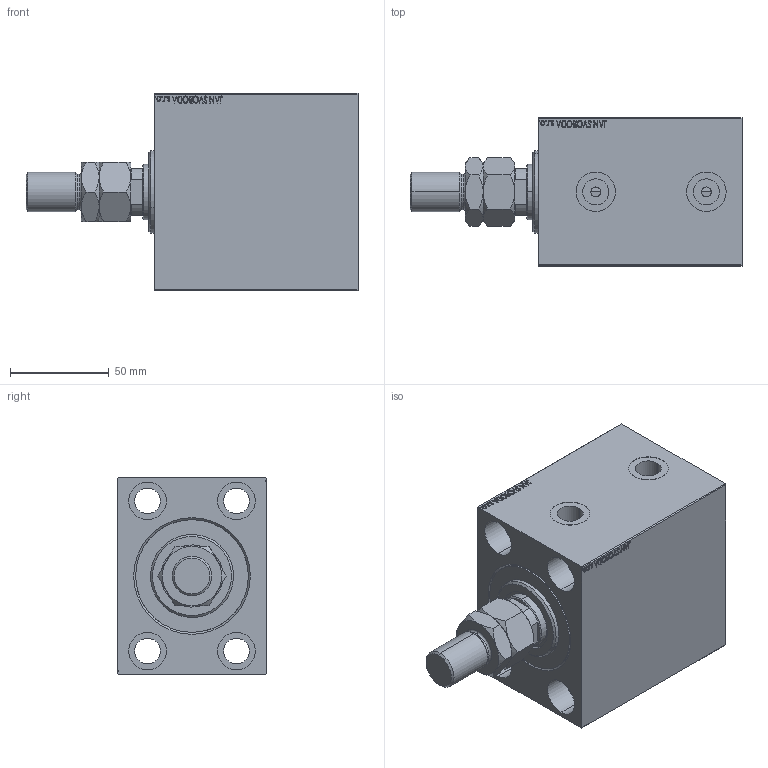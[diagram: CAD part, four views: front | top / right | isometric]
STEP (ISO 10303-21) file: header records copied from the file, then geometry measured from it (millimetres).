
FILE_DESCRIPTION (( 'STEP AP203' ), '1' );
FILE_NAME ('cff9.STEP', '2024-02-13T09:19:07', ( '' ), ( '' ), 'SwSTEP 2.0', 'SolidWorks 2019', '' );
FILE_SCHEMA (( 'CONFIG_CONTROL_DESIGN' ));
Length unit declared in the file: millimetre
Products named in the file (5): V450CM_C_Body c93a523b16b88e8268eda43766f9d4e4; MTA c93a523b16b88e8268eda43766f9d4e4; V450CM_C_VCP c93a523b16b88e8268eda43766f9d4e4; cff9; V450CM_VC_B c93a523b16b88e8268eda43766f9d4e4
Assembly tree (4 placements, depth 2):
  cff9
    V450CM_C_Body c93a523b16b88e8268eda43766f9d4e4
    V450CM_C_VCP c93a523b16b88e8268eda43766f9d4e4
    V450CM_VC_B c93a523b16b88e8268eda43766f9d4e4
    MTA c93a523b16b88e8268eda43766f9d4e4
Bounding box: 168 x 75 x 100 mm (x, y, z)
Volume: 686936.3 mm3; surface area: 115133.8 mm2
Topology: 4 solids, 4 shells, 914 faces, 2316 edges, 1523 vertices
Faces by surface type: plane 424, bspline 380, cylinder 66, cone 42, torus 2
Entity records: 45717 total; most frequent: CARTESIAN_POINT 25730, ORIENTED_EDGE 4628, DIRECTION 2744, EDGE_CURVE 2314, VERTEX_POINT 1523, VECTOR 1326, LINE 1326, EDGE_LOOP 1043
